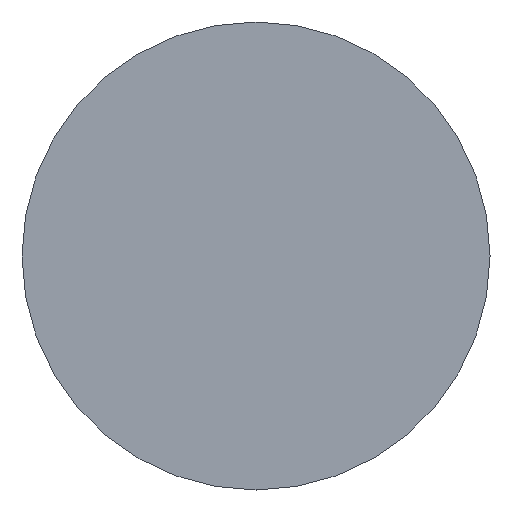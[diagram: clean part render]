
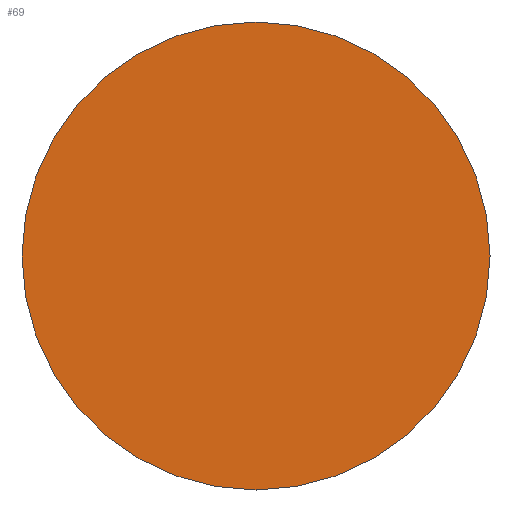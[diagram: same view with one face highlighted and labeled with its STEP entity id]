
A CAD part, front view. The second image highlights one B-rep face of the part: STEP entity #69.
In plain terms, the highlighted planar face has unit normal (0, -1, 0).
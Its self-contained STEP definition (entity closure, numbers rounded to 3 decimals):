
#13 = DIRECTION ( 'NONE',  ( 0., -1., 0. ) ) ;
#20 = VERTEX_POINT ( 'NONE', #85 ) ;
#22 = CARTESIAN_POINT ( 'NONE',  ( 0., 0., 0. ) ) ;
#34 = DIRECTION ( 'NONE',  ( 0., -1., 0. ) ) ;
#55 = ORIENTED_EDGE ( 'NONE', *, *, #149, .T. ) ;
#63 = EDGE_LOOP ( 'NONE', ( #223, #55 ) ) ;
#65 = PLANE ( 'NONE',  #101 ) ;
#69 = ADVANCED_FACE ( 'NONE', ( #265 ), #65, .T. ) ;
#85 = CARTESIAN_POINT ( 'NONE',  ( 0., 0., -12.5 ) ) ;
#91 = CARTESIAN_POINT ( 'NONE',  ( 0., 0., 0. ) ) ;
#95 = AXIS2_PLACEMENT_3D ( 'NONE', #179, #13, #284 ) ;
#97 = CIRCLE ( 'NONE', #260, 12.5 ) ;
#101 = AXIS2_PLACEMENT_3D ( 'NONE', #22, #121, #236 ) ;
#121 = DIRECTION ( 'NONE',  ( 0., -1., 0. ) ) ;
#125 = DIRECTION ( 'NONE',  ( 0., 0., -1. ) ) ;
#146 = CIRCLE ( 'NONE', #95, 12.5 ) ;
#149 = EDGE_CURVE ( 'NONE', #203, #20, #146, .T. ) ;
#179 = CARTESIAN_POINT ( 'NONE',  ( 0., 0., 0. ) ) ;
#203 = VERTEX_POINT ( 'NONE', #225 ) ;
#214 = EDGE_CURVE ( 'NONE', #20, #203, #97, .T. ) ;
#223 = ORIENTED_EDGE ( 'NONE', *, *, #214, .T. ) ;
#225 = CARTESIAN_POINT ( 'NONE',  ( 0., 0., 12.5 ) ) ;
#236 = DIRECTION ( 'NONE',  ( 0., 0., -1. ) ) ;
#260 = AXIS2_PLACEMENT_3D ( 'NONE', #91, #34, #125 ) ;
#265 = FACE_OUTER_BOUND ( 'NONE', #63, .T. ) ;
#284 = DIRECTION ( 'NONE',  ( 0., 0., -1. ) ) ;
